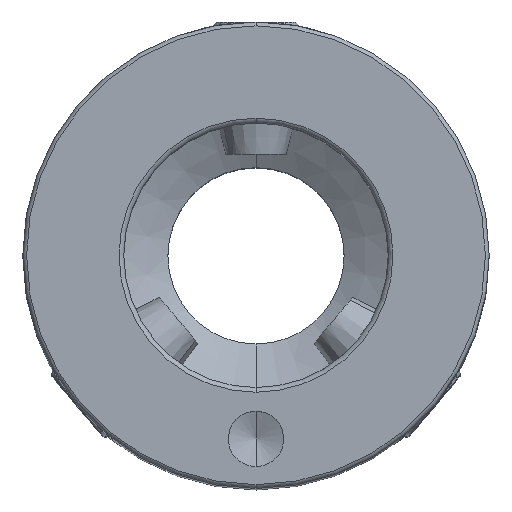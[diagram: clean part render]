
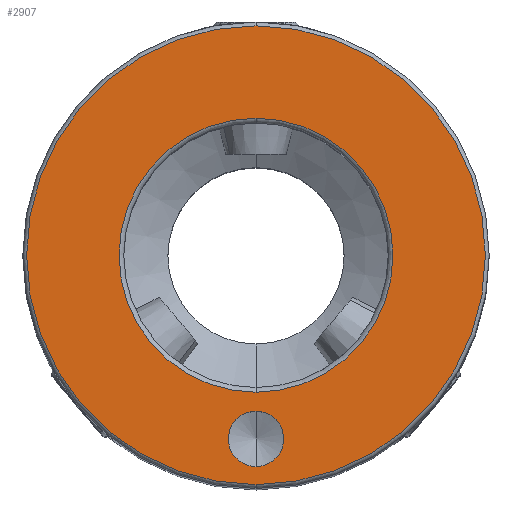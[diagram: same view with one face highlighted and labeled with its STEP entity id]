
A CAD part, top view. The second image highlights one B-rep face of the part: STEP entity #2907.
In plain terms, the highlighted planar face has unit normal (0, 0, 1).
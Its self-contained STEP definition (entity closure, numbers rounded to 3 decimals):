
#1255=EDGE_CURVE('NONE',#3029,#2897,#3466,.T.);
#1339=EDGE_CURVE('NONE',#2897,#3029,#3561,.T.);
#1413=EDGE_CURVE('NONE',#1731,#2631,#3643,.T.);
#1473=EDGE_CURVE('NONE',#2699,#2065,#3707,.T.);
#1613=EDGE_CURVE('NONE',#2065,#2699,#3862,.T.);
#1731=VERTEX_POINT('NONE',#3998);
#1919=EDGE_CURVE('NONE',#2631,#1731,#4200,.T.);
#2065=VERTEX_POINT('NONE',#4361);
#2631=VERTEX_POINT('NONE',#4997);
#2699=VERTEX_POINT('NONE',#5073);
#2897=VERTEX_POINT('NONE',#5301);
#2907=ADVANCED_FACE('NONE',(#5311,#5312,#5313),#5314,.T.);
#3029=VERTEX_POINT('NONE',#5451);
#3466=CIRCLE('',#6010,3.775);
#3561=CIRCLE('',#6138,3.775);
#3643=CIRCLE('',#6287,18.648);
#3707=CIRCLE('',#6369,31.228);
#3862=CIRCLE('',#6686,31.228);
#3998=CARTESIAN_POINT('',(0.,-18.648,0.));
#4200=CIRCLE('',#7400,18.648);
#4361=CARTESIAN_POINT('',(0.,31.228,0.));
#4997=CARTESIAN_POINT('',(0.,18.648,0.));
#5073=CARTESIAN_POINT('',(0.,-31.228,0.));
#5301=CARTESIAN_POINT('',(0.,-21.225,0.));
#5311=FACE_OUTER_BOUND('',#9461,.T.);
#5312=FACE_BOUND('',#9462,.T.);
#5313=FACE_BOUND('',#9463,.T.);
#5314=PLANE('',#9464);
#5451=CARTESIAN_POINT('',(0.,-28.775,0.));
#6010=AXIS2_PLACEMENT_3D('',#10568,#10569,#10570);
#6138=AXIS2_PLACEMENT_3D('',#10684,#10685,#10686);
#6287=AXIS2_PLACEMENT_3D('',#10772,#10773,#10774);
#6369=AXIS2_PLACEMENT_3D('',#10838,#10839,#10840);
#6686=AXIS2_PLACEMENT_3D('',#11001,#11002,#11003);
#7400=AXIS2_PLACEMENT_3D('',#11384,#11385,#11386);
#9461=EDGE_LOOP('',(#12729,#12730));
#9462=EDGE_LOOP('',(#12731,#12732));
#9463=EDGE_LOOP('',(#12733,#12734));
#9464=AXIS2_PLACEMENT_3D('',#12735,#12736,#12737);
#10568=CARTESIAN_POINT('',(0.0,-25.0,0.));
#10569=DIRECTION('',(0.,0.0,-1.0));
#10570=DIRECTION('',(1.0,0.0,0.));
#10684=CARTESIAN_POINT('',(0.0,-25.0,0.));
#10685=DIRECTION('',(0.,0.0,-1.0));
#10686=DIRECTION('',(1.0,0.0,0.));
#10772=CARTESIAN_POINT('',(0.,0.0,0.));
#10773=DIRECTION('',(0.,0.0,1.0));
#10774=DIRECTION('',(-1.0,0.0,0.));
#10838=CARTESIAN_POINT('',(0.,0.0,0.));
#10839=DIRECTION('',(0.,0.0,1.0));
#10840=DIRECTION('',(1.0,0.0,0.));
#11001=CARTESIAN_POINT('',(0.,0.0,0.));
#11002=DIRECTION('',(0.,0.0,1.0));
#11003=DIRECTION('',(1.0,0.0,0.));
#11384=CARTESIAN_POINT('',(0.,0.0,0.));
#11385=DIRECTION('',(0.,0.0,1.0));
#11386=DIRECTION('',(-1.0,0.0,0.));
#12729=ORIENTED_EDGE('',*,*,#1613,.T.);
#12730=ORIENTED_EDGE('',*,*,#1473,.T.);
#12731=ORIENTED_EDGE('',*,*,#1413,.F.);
#12732=ORIENTED_EDGE('',*,*,#1919,.F.);
#12733=ORIENTED_EDGE('',*,*,#1339,.T.);
#12734=ORIENTED_EDGE('',*,*,#1255,.T.);
#12735=CARTESIAN_POINT('',(0.,0.0,0.));
#12736=DIRECTION('',(0.,0.0,1.0));
#12737=DIRECTION('',(0.0,1.0,0.0));
